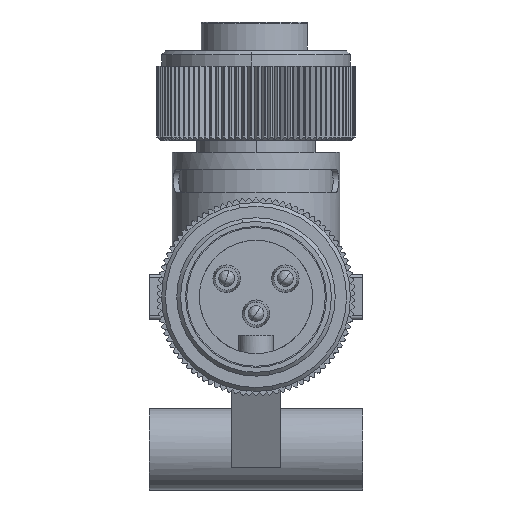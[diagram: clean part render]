
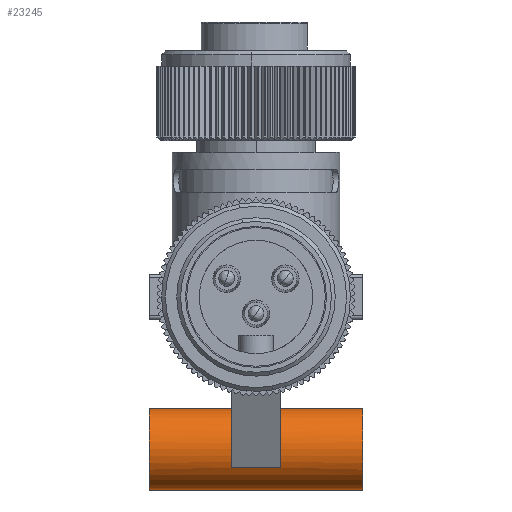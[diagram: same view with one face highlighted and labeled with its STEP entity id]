
A CAD part, front view. The second image highlights one B-rep face of the part: STEP entity #23245.
In plain terms, the highlighted cylindrical face has radius 5.35 mm (diameter 10.7 mm), a partial arc.
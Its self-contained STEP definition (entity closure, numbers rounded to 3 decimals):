
#2105=CARTESIAN_POINT('',(-3.25,0.,-20.));
#2106=DIRECTION('',(-1.,0.,0.));
#2107=DIRECTION('',(0.,-0.894,-0.448));
#2108=AXIS2_PLACEMENT_3D('',#2105,#2106,#2107);
#2188=CARTESIAN_POINT('',(3.25,0.,-20.));
#2189=DIRECTION('',(1.,0.,0.));
#2190=DIRECTION('',(0.,-0.82,0.572));
#2191=AXIS2_PLACEMENT_3D('',#2188,#2189,#2190);
#2202=DIRECTION('',(1.,0.,0.));
#2203=VECTOR('',#2202,6.5);
#2204=CARTESIAN_POINT('',(-3.25,-4.388,-16.939));
#2205=LINE('',#2204,#2203);
#2211=DIRECTION('',(1.,0.,0.));
#2212=VECTOR('',#2211,6.5);
#2213=CARTESIAN_POINT('',(-3.25,-4.782,-22.399));
#2214=LINE('',#2213,#2212);
#2215=DIRECTION('',(1.,0.,0.));
#2216=VECTOR('',#2215,28.);
#2217=CARTESIAN_POINT('',(-14.,0.,-25.35));
#2218=LINE('',#2217,#2216);
#2219=DIRECTION('',(-1.,0.,0.));
#2220=VECTOR('',#2219,28.);
#2221=CARTESIAN_POINT('',(14.,0.,-14.65));
#2222=LINE('',#2221,#2220);
#2228=CARTESIAN_POINT('',(-14.,0.,-20.));
#2229=DIRECTION('',(1.,0.,0.));
#2230=DIRECTION('',(0.,0.,1.));
#2231=AXIS2_PLACEMENT_3D('',#2228,#2229,#2230);
#2307=CARTESIAN_POINT('',(14.,0.,-20.));
#2308=DIRECTION('',(-1.,0.,0.));
#2309=DIRECTION('',(0.,0.,-1.));
#2310=AXIS2_PLACEMENT_3D('',#2307,#2308,#2309);
#16688=CARTESIAN_POINT('',(-3.25,-4.782,-22.399));
#16689=CARTESIAN_POINT('',(-3.25,-4.388,-16.939));
#16690=VERTEX_POINT('',#16688);
#16691=VERTEX_POINT('',#16689);
#16692=CARTESIAN_POINT('',(3.25,-4.388,-16.939));
#16693=CARTESIAN_POINT('',(3.25,-4.782,-22.399));
#16694=VERTEX_POINT('',#16692);
#16695=VERTEX_POINT('',#16693);
#16696=CARTESIAN_POINT('',(14.,0.,-14.65));
#16697=CARTESIAN_POINT('',(-14.,0.,-14.65));
#16698=VERTEX_POINT('',#16696);
#16699=VERTEX_POINT('',#16697);
#16700=CARTESIAN_POINT('',(-14.,0.,-25.35));
#16701=CARTESIAN_POINT('',(14.,0.,-25.35));
#16702=VERTEX_POINT('',#16700);
#16703=VERTEX_POINT('',#16701);
#23224=CARTESIAN_POINT('',(-14.56,0.,-20.));
#23225=DIRECTION('',(1.,0.,0.));
#23226=DIRECTION('',(0.,0.,-1.));
#23227=AXIS2_PLACEMENT_3D('',#23224,#23225,#23226);
#23228=CYLINDRICAL_SURFACE('',#23227,5.35);
#23230=ORIENTED_EDGE('',*,*,#23229,.F.);
#23232=ORIENTED_EDGE('',*,*,#23231,.F.);
#23234=ORIENTED_EDGE('',*,*,#23233,.F.);
#23236=ORIENTED_EDGE('',*,*,#23235,.F.);
#23237=EDGE_LOOP('',(#23230,#23232,#23234,#23236));
#23238=FACE_OUTER_BOUND('',#23237,.F.);
#23239=ORIENTED_EDGE('',*,*,#23114,.T.);
#23240=ORIENTED_EDGE('',*,*,#23204,.F.);
#23241=ORIENTED_EDGE('',*,*,#23217,.F.);
#23242=ORIENTED_EDGE('',*,*,#23097,.F.);
#23243=EDGE_LOOP('',(#23239,#23240,#23241,#23242));
#23244=FACE_BOUND('',#23243,.F.);
#23245=ADVANCED_FACE('',(#23238,#23244),#23228,.T.);
#2109=CIRCLE('',#2108,5.35);
#2192=CIRCLE('',#2191,5.35);
#2232=CIRCLE('',#2231,5.35);
#2311=CIRCLE('',#2310,5.35);
#23097=EDGE_CURVE('',#16690,#16691,#2109,.T.);
#23114=EDGE_CURVE('',#16690,#16695,#2214,.T.);
#23204=EDGE_CURVE('',#16694,#16695,#2192,.T.);
#23217=EDGE_CURVE('',#16691,#16694,#2205,.T.);
#23229=EDGE_CURVE('',#16698,#16699,#2222,.T.);
#23231=EDGE_CURVE('',#16703,#16698,#2311,.T.);
#23233=EDGE_CURVE('',#16702,#16703,#2218,.T.);
#23235=EDGE_CURVE('',#16699,#16702,#2232,.T.);
